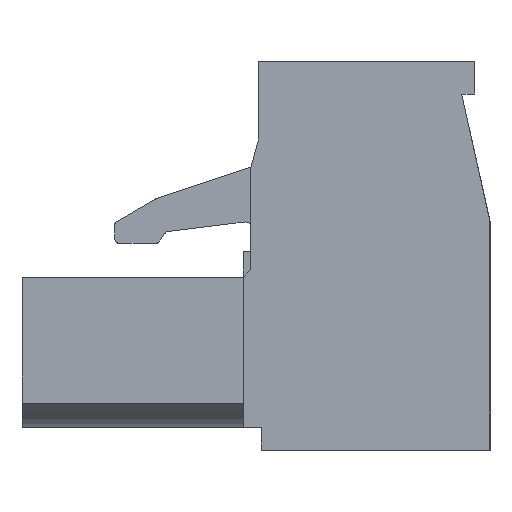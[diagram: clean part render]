
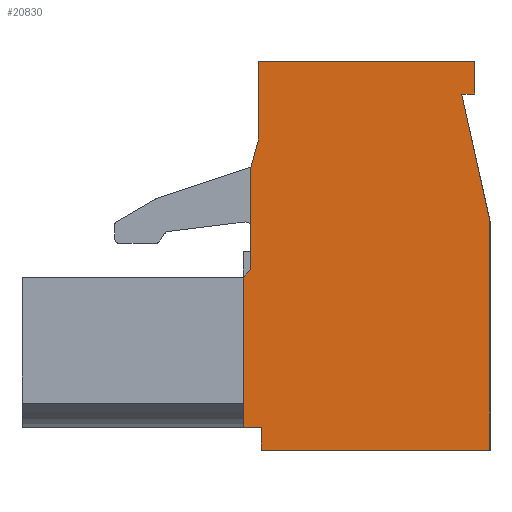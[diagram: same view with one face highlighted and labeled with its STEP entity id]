
A CAD part, left-side view. The second image highlights one B-rep face of the part: STEP entity #20830.
In plain terms, the highlighted planar face has unit normal (-1, 0, 0).
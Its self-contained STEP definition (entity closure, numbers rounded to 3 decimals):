
#3675=ORIENTED_EDGE('',*,*,#8040,.F.);
#3676=ORIENTED_EDGE('',*,*,#7204,.F.);
#3677=ORIENTED_EDGE('',*,*,#7619,.F.);
#3678=ORIENTED_EDGE('',*,*,#6940,.F.);
#3679=ORIENTED_EDGE('',*,*,#7605,.F.);
#3680=ORIENTED_EDGE('',*,*,#7257,.F.);
#3681=ORIENTED_EDGE('',*,*,#7000,.F.);
#3682=ORIENTED_EDGE('',*,*,#7606,.F.);
#3683=ORIENTED_EDGE('',*,*,#6900,.F.);
#3684=ORIENTED_EDGE('',*,*,#7610,.F.);
#3685=ORIENTED_EDGE('',*,*,#7613,.F.);
#3686=ORIENTED_EDGE('',*,*,#6518,.F.);
#3687=ORIENTED_EDGE('',*,*,#7650,.F.);
#6518=EDGE_CURVE('',#9467,#9468,#11413,.T.);
#6900=EDGE_CURVE('',#9800,#9801,#11762,.T.);
#6940=EDGE_CURVE('',#9840,#9841,#11802,.T.);
#7000=EDGE_CURVE('',#9892,#9893,#11861,.T.);
#7204=EDGE_CURVE('',#10087,#10088,#12028,.T.);
#7257=EDGE_CURVE('',#9893,#10131,#12080,.T.);
#7605=EDGE_CURVE('',#10131,#9840,#12395,.T.);
#7606=EDGE_CURVE('',#9801,#9892,#12396,.T.);
#7610=EDGE_CURVE('',#10375,#9800,#12400,.T.);
#7613=EDGE_CURVE('',#9468,#10375,#12403,.T.);
#7619=EDGE_CURVE('',#9841,#10087,#12409,.T.);
#7650=EDGE_CURVE('',#10387,#9467,#12438,.T.);
#8040=EDGE_CURVE('',#10088,#10387,#12776,.T.);
#9467=VERTEX_POINT('',#28652);
#9468=VERTEX_POINT('',#28654);
#9800=VERTEX_POINT('',#29418);
#9801=VERTEX_POINT('',#29420);
#9840=VERTEX_POINT('',#29499);
#9841=VERTEX_POINT('',#29501);
#9892=VERTEX_POINT('',#29612);
#9893=VERTEX_POINT('',#29614);
#10087=VERTEX_POINT('',#30016);
#10088=VERTEX_POINT('',#30018);
#10131=VERTEX_POINT('',#30124);
#10375=VERTEX_POINT('',#30806);
#10387=VERTEX_POINT('',#30884);
#11413=LINE('',#28653,#14049);
#11762=LINE('',#29419,#14398);
#11802=LINE('',#29500,#14438);
#11861=LINE('',#29613,#14497);
#12028=LINE('',#30017,#14664);
#12080=LINE('',#30123,#14716);
#12395=LINE('',#30796,#15031);
#12396=LINE('',#30798,#15032);
#12400=LINE('',#30807,#15036);
#12403=LINE('',#30812,#15039);
#12409=LINE('',#30821,#15045);
#12438=LINE('',#30885,#15074);
#12776=LINE('',#31736,#15412);
#14049=VECTOR('',#23107,1000.);
#14398=VECTOR('',#23624,1000.);
#14438=VECTOR('',#23666,1000.);
#14497=VECTOR('',#23729,1000.);
#14664=VECTOR('',#23980,1000.);
#14716=VECTOR('',#24054,1000.);
#15031=VECTOR('',#24603,1000.);
#15032=VECTOR('',#24606,1000.);
#15036=VECTOR('',#24612,1000.);
#15039=VECTOR('',#24617,1000.);
#15045=VECTOR('',#24627,1000.);
#15074=VECTOR('',#24706,1000.);
#15412=VECTOR('',#25814,1000.);
#17362=EDGE_LOOP('',(#3675,#3676,#3677,#3678,#3679,#3680,#3681,#3682,#3683,
#3684,#3685,#3686,#3687));
#18679=FACE_BOUND('',#17362,.T.);
#19782=PLANE('',#22371);
#20830=ADVANCED_FACE('',(#18679),#19782,.F.);
#22371=AXIS2_PLACEMENT_3D('',#31870,#25976,#25977);
#23107=DIRECTION('',(0.,0.,1.));
#23624=DIRECTION('',(0.,-1.,0.));
#23666=DIRECTION('',(0.,1.,0.));
#23729=DIRECTION('',(0.,1.,0.));
#23980=DIRECTION('',(0.,1.,0.));
#24054=DIRECTION('',(0.,-0.217,-0.976));
#24603=DIRECTION('',(0.,0.,-1.));
#24606=DIRECTION('',(0.,0.,-1.));
#24612=DIRECTION('',(0.,0.,1.));
#24617=DIRECTION('',(0.,-0.263,0.965));
#24627=DIRECTION('',(0.,0.,1.));
#24706=DIRECTION('',(0.,-0.707,0.707));
#25814=DIRECTION('',(0.,0.,1.));
#25976=DIRECTION('',(1.,0.,0.));
#25977=DIRECTION('',(0.,0.,-1.));
#28652=CARTESIAN_POINT('',(-22.96,4.85,2.575));
#28653=CARTESIAN_POINT('',(-22.96,4.85,6.55));
#28654=CARTESIAN_POINT('',(-22.96,4.85,6.55));
#29418=CARTESIAN_POINT('',(-22.96,4.55,10.65));
#29419=CARTESIAN_POINT('',(-22.96,-3.85,10.65));
#29420=CARTESIAN_POINT('',(-22.96,-3.85,10.65));
#29499=CARTESIAN_POINT('',(-22.96,-4.45,-4.45));
#29500=CARTESIAN_POINT('',(-22.96,4.45,-4.45));
#29501=CARTESIAN_POINT('',(-22.96,4.45,-4.45));
#29612=CARTESIAN_POINT('',(-22.96,-3.85,9.4));
#29613=CARTESIAN_POINT('',(-22.96,-3.35,9.4));
#29614=CARTESIAN_POINT('',(-22.96,-3.35,9.4));
#30016=CARTESIAN_POINT('',(-22.96,4.45,-3.575));
#30017=CARTESIAN_POINT('',(-22.96,5.15,-3.575));
#30018=CARTESIAN_POINT('',(-22.96,5.15,-3.575));
#30123=CARTESIAN_POINT('',(-22.96,-3.35,9.4));
#30124=CARTESIAN_POINT('',(-22.96,-4.45,4.45));
#30796=CARTESIAN_POINT('',(-22.96,-4.45,-4.45));
#30798=CARTESIAN_POINT('',(-22.96,-3.85,9.4));
#30806=CARTESIAN_POINT('',(-22.96,4.55,7.65));
#30807=CARTESIAN_POINT('',(-22.96,4.55,10.65));
#30812=CARTESIAN_POINT('',(-22.96,4.55,7.65));
#30821=CARTESIAN_POINT('',(-22.96,4.45,-3.575));
#30884=CARTESIAN_POINT('',(-22.96,5.15,2.275));
#30885=CARTESIAN_POINT('',(-22.96,5.15,2.275));
#31736=CARTESIAN_POINT('',(-22.96,5.15,2.275));
#31870=CARTESIAN_POINT('',(-22.96,0.,0.));
